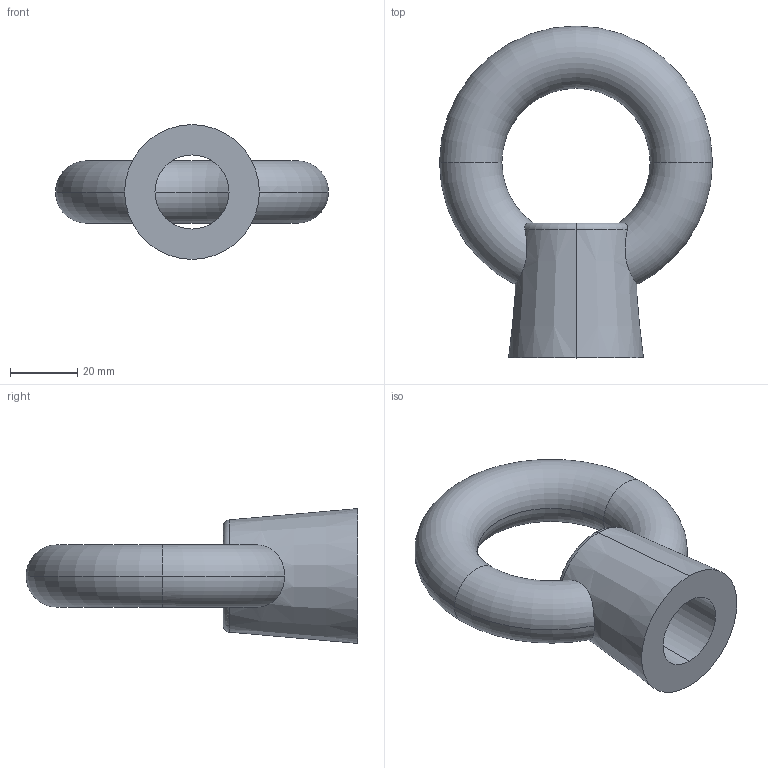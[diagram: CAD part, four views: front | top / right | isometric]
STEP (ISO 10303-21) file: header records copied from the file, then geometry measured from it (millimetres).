
FILE_DESCRIPTION (( 'STEP AP203' ), '1' );
FILE_NAME ('Žº‰ª•ÏŠ·.STEP', '2012-09-28T04:08:31', ( '' ), ( '' ), 'SwSTEP 2.0', 'SolidWorks 2011', '' );
FILE_SCHEMA (( 'CONFIG_CONTROL_DESIGN' ));
Length unit declared in the file: millimetre
Products named in the file (1): 室岡変換
Bounding box: 81 x 98.5 x 40 mm (x, y, z)
Volume: 70130.4 mm3; surface area: 17543.8 mm2
Topology: 1 solids, 1 shells, 15 faces, 40 edges, 25 vertices
Faces by surface type: torus 9, cylinder 2, cone 2, plane 2
Entity records: 783 total; most frequent: CARTESIAN_POINT 325, DIRECTION 84, ORIENTED_EDGE 80, AXIS2_PLACEMENT_3D 40, EDGE_CURVE 40, VERTEX_POINT 25, CIRCLE 24, EDGE_LOOP 17
